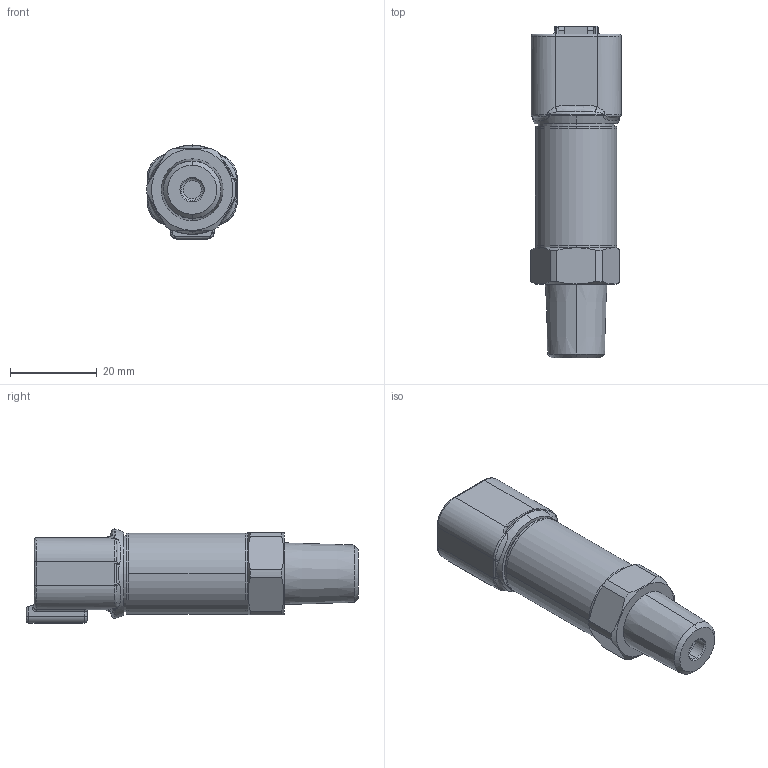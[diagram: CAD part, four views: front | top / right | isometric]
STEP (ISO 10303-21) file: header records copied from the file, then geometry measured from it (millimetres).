
FILE_DESCRIPTION (( 'STEP AP214' ), '1' );
FILE_NAME ('825X.XX.XX.30.D4.STEP', '2019-08-12T11:12:33', ( '' ), ( '' ), 'SwSTEP 2.0', 'SolidWorks 2016', '' );
FILE_SCHEMA (( 'AUTOMOTIVE_DESIGN' ));
Length unit declared in the file: millimetre
Products named in the file (4): 825X.XX.XX.30.D4; C21542_defeatured; C23114_30_C23114; DEUTSCH_4P_D4
Assembly tree (3 placements, depth 2):
  825X.XX.XX.30.D4
    C21542_defeatured
    C23114_30_C23114
    DEUTSCH_4P_D4
Bounding box: 20.91 x 76.69 x 21.72 mm (x, y, z)
Volume: 15409.5 mm3; surface area: 7940.9 mm2
Topology: 3 solids, 3 shells, 299 faces, 733 edges, 446 vertices
Faces by surface type: bspline 103, plane 87, cylinder 78, cone 29, torus 2
Entity records: 12988 total; most frequent: CARTESIAN_POINT 6032, ORIENTED_EDGE 1458, DIRECTION 1173, EDGE_CURVE 729, VERTEX_POINT 446, AXIS2_PLACEMENT_3D 430, EDGE_LOOP 315, VECTOR 313
